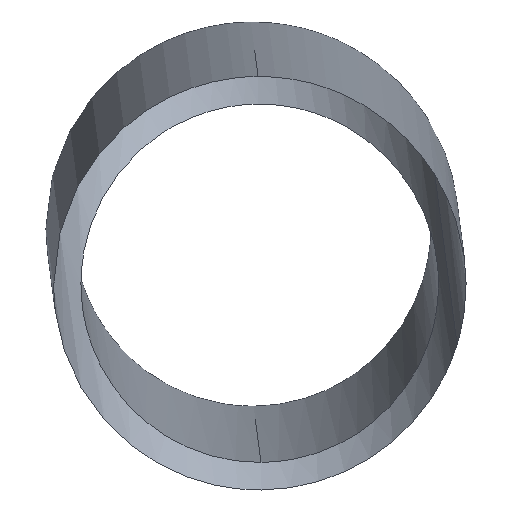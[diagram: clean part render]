
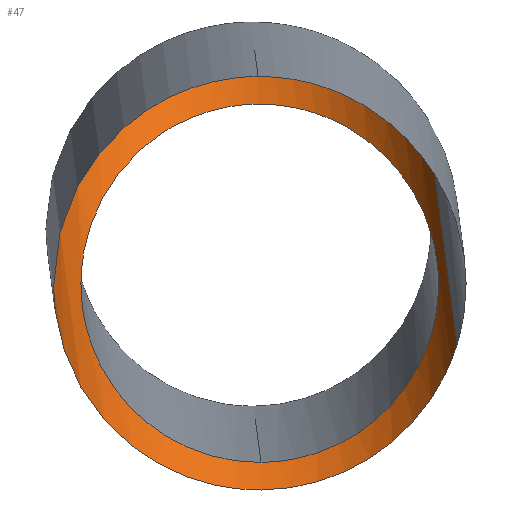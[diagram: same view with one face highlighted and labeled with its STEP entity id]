
A CAD part, front view. The second image highlights one B-rep face of the part: STEP entity #47.
In plain terms, the highlighted cylindrical face has radius 15 mm (diameter 30 mm), a partial arc.
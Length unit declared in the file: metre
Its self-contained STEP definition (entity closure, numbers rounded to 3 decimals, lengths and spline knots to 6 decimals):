
#47=ADVANCED_FACE('0:182',(#89,#90),#91,.F.);
#89=FACE_OUTER_BOUND('',#123,.T.);
#90=FACE_BOUND('',#124,.T.);
#91=CYLINDRICAL_SURFACE('',#125,0.015);
#123=EDGE_LOOP('',(#204,#205,#206,#207,#208,#209));
#124=EDGE_LOOP('',(#210,#211,#212));
#125=AXIS2_PLACEMENT_3D('',#213,#214,#215);
#204=ORIENTED_EDGE('',*,*,#218,.T.);
#205=ORIENTED_EDGE('',*,*,#236,.F.);
#206=ORIENTED_EDGE('',*,*,#249,.F.);
#207=ORIENTED_EDGE('',*,*,#248,.T.);
#208=ORIENTED_EDGE('',*,*,#247,.T.);
#209=ORIENTED_EDGE('',*,*,#237,.T.);
#210=ORIENTED_EDGE('',*,*,#225,.F.);
#211=ORIENTED_EDGE('',*,*,#224,.F.);
#212=ORIENTED_EDGE('',*,*,#251,.F.);
#213=CARTESIAN_POINT('',(-1.480264,-0.284689,0.50491));
#214=DIRECTION('',(0.125,-0.289,-0.949));
#215=DIRECTION('',(-0.918,-0.396,0.));
#218=EDGE_CURVE('',#255,#256,#257,.T.);
#224=EDGE_CURVE('',#264,#267,#268,.F.);
#225=EDGE_CURVE('0:224',#267,#269,#270,.F.);
#236=EDGE_CURVE('',#288,#256,#290,.T.);
#237=EDGE_CURVE('',#276,#255,#291,.T.);
#247=EDGE_CURVE('0:221',#304,#276,#305,.T.);
#248=EDGE_CURVE('0:206',#306,#304,#307,.T.);
#249=EDGE_CURVE('0:209',#306,#288,#308,.T.);
#251=EDGE_CURVE('',#269,#264,#310,.F.);
#255=VERTEX_POINT('',#314);
#256=VERTEX_POINT('',#315);
#257=LINE('',#316,#317);
#264=VERTEX_POINT('',#329);
#267=VERTEX_POINT('',#333);
#268=B_SPLINE_CURVE_WITH_KNOTS('',3,(#334,#335,#336,#337,#338,#339,#340,#341,#342,#343,#344,#345,#346),.UNSPECIFIED.,.F.,.F.,(4,2,2,2,2,1,4),(0.0,3.728803,7.457606,14.915213,22.372819,26.101623,29.711248),.UNSPECIFIED.);
#269=VERTEX_POINT('',#347);
#270=B_SPLINE_CURVE_WITH_KNOTS('',3,(#348,#349,#350,#351,#352,#353,#354,#355,#356,#357,#358,#359,#360,#361,#362,#363,#364),.UNSPECIFIED.,.F.,.F.,(4,2,2,2,2,1,2,2,4),(93.474418,93.611719,97.855577,102.099435,110.587152,114.831011,119.074869,123.318727,127.562586),.UNSPECIFIED.);
#276=VERTEX_POINT('',#402);
#288=VERTEX_POINT('',#446);
#290=ELLIPSE('',#449,0.025284,0.015);
#291=ELLIPSE('',#450,0.018633,0.015);
#304=VERTEX_POINT('',#532);
#305=ELLIPSE('',#533,0.018633,0.015);
#306=VERTEX_POINT('',#534);
#307=B_SPLINE_CURVE_WITH_KNOTS('',5,(#535,#536,#537,#538,#539,#540),.UNSPECIFIED.,.F.,.F.,(6,6),(0.0,4.761698),.UNSPECIFIED.);
#308=ELLIPSE('',#541,0.025284,0.015);
#310=B_SPLINE_CURVE_WITH_KNOTS('',5,(#543,#544,#545,#546,#547,#548,#549,#550,#551,#552,#553,#554,#555,#556,#557,#558,#559,#560,#561,#562,#563,#564,#565,#566,#567,#568,#569,#570,#571,#572,#573,#574,#575,#576,#577,#578,#579,#580,#581,#582,#583),.UNSPECIFIED.,.F.,.F.,(6,3,3,3,3,3,5,3,3,3,3,3,6),(29.711248,30.567034,35.601044,46.111789,52.604167,56.036836,59.660852,66.471195,78.26423,82.985328,88.830692,93.140769,93.474418),.UNSPECIFIED.);
#314=CARTESIAN_POINT('',(-1.462549,-0.287878,0.474917));
#315=CARTESIAN_POINT('',(-1.464172,-0.284119,0.48726));
#316=CARTESIAN_POINT('',(-1.463499,-0.285678,0.482141));
#317=VECTOR('',#586,1.0);
#329=CARTESIAN_POINT('',(-1.476808,-0.28079,0.466347));
#333=CARTESIAN_POINT('',(-1.463899,-0.284973,0.479411));
#334=CARTESIAN_POINT('',(-1.463899,-0.284973,0.479411));
#335=CARTESIAN_POINT('',(-1.463893,-0.285042,0.478582));
#336=CARTESIAN_POINT('',(-1.463968,-0.284974,0.477737));
#337=CARTESIAN_POINT('',(-1.464278,-0.284663,0.476094));
#338=CARTESIAN_POINT('',(-1.464511,-0.284425,0.475296));
#339=CARTESIAN_POINT('',(-1.465421,-0.28362,0.473006));
#340=CARTESIAN_POINT('',(-1.466312,-0.282968,0.471605));
#341=CARTESIAN_POINT('',(-1.468619,-0.281831,0.46918));
#342=CARTESIAN_POINT('',(-1.470045,-0.281338,0.468157));
#343=CARTESIAN_POINT('',(-1.472475,-0.280895,0.467091));
#344=CARTESIAN_POINT('',(-1.474162,-0.280701,0.466546));
#345=CARTESIAN_POINT('',(-1.475938,-0.280726,0.466353));
#346=CARTESIAN_POINT('',(-1.476808,-0.28079,0.466347));
#347=CARTESIAN_POINT('',(-1.477005,-0.272982,0.492403));
#348=CARTESIAN_POINT('',(-1.477005,-0.272982,0.492403));
#349=CARTESIAN_POINT('',(-1.476973,-0.272987,0.492404));
#350=CARTESIAN_POINT('',(-1.47694,-0.272992,0.492404));
#351=CARTESIAN_POINT('',(-1.475894,-0.273157,0.492402));
#352=CARTESIAN_POINT('',(-1.474907,-0.273456,0.49228));
#353=CARTESIAN_POINT('',(-1.473071,-0.274243,0.491851));
#354=CARTESIAN_POINT('',(-1.47222,-0.274728,0.491547));
#355=CARTESIAN_POINT('',(-1.46988,-0.27634,0.49045));
#356=CARTESIAN_POINT('',(-1.468601,-0.277613,0.489487));
#357=CARTESIAN_POINT('',(-1.467011,-0.279555,0.487824));
#358=CARTESIAN_POINT('',(-1.466061,-0.280864,0.486637));
#359=CARTESIAN_POINT('',(-1.465313,-0.282123,0.485281));
#360=CARTESIAN_POINT('',(-1.464672,-0.283285,0.483812));
#361=CARTESIAN_POINT('',(-1.464405,-0.283817,0.483018));
#362=CARTESIAN_POINT('',(-1.46402,-0.28463,0.481291));
#363=CARTESIAN_POINT('',(-1.463906,-0.284895,0.480354));
#364=CARTESIAN_POINT('',(-1.463899,-0.284973,0.479411));
#402=CARTESIAN_POINT('',(-1.476793,-0.281421,0.464342));
#446=CARTESIAN_POINT('',(-1.477021,-0.272411,0.494408));
#449=AXIS2_PLACEMENT_3D('',#606,#607,#608);
#450=AXIS2_PLACEMENT_3D('',#609,#610,#611);
#532=CARTESIAN_POINT('',(-1.491764,-0.2925,0.477306));
#533=AXIS2_PLACEMENT_3D('',#616,#617,#618);
#534=CARTESIAN_POINT('',(-1.491894,-0.290008,0.47917));
#535=CARTESIAN_POINT('',(-1.491894,-0.290008,0.47917));
#536=CARTESIAN_POINT('',(-1.49189,-0.290535,0.478773));
#537=CARTESIAN_POINT('',(-1.491872,-0.291063,0.478376));
#538=CARTESIAN_POINT('',(-1.491853,-0.291439,0.478095));
#539=CARTESIAN_POINT('',(-1.491816,-0.291969,0.4777));
#540=CARTESIAN_POINT('',(-1.491764,-0.2925,0.477306));
#541=AXIS2_PLACEMENT_3D('',#619,#620,#621);
#543=CARTESIAN_POINT('',(-1.476808,-0.28079,0.466347));
#544=CARTESIAN_POINT('',(-1.476932,-0.2808,0.466346));
#545=CARTESIAN_POINT('',(-1.477056,-0.28081,0.466346));
#546=CARTESIAN_POINT('',(-1.47718,-0.280821,0.466348));
#547=CARTESIAN_POINT('',(-1.47803,-0.280902,0.466372));
#548=CARTESIAN_POINT('',(-1.478873,-0.281023,0.466464));
#549=CARTESIAN_POINT('',(-1.479582,-0.281155,0.466593));
#550=CARTESIAN_POINT('',(-1.481719,-0.281636,0.467132));
#551=CARTESIAN_POINT('',(-1.483656,-0.282318,0.468087));
#552=CARTESIAN_POINT('',(-1.484839,-0.282835,0.468893));
#553=CARTESIAN_POINT('',(-1.486544,-0.28371,0.470416));
#554=CARTESIAN_POINT('',(-1.487879,-0.284457,0.472276));
#555=CARTESIAN_POINT('',(-1.488332,-0.284707,0.473033));
#556=CARTESIAN_POINT('',(-1.488931,-0.284985,0.474268));
#557=CARTESIAN_POINT('',(-1.489362,-0.285019,0.475572));
#558=CARTESIAN_POINT('',(-1.489489,-0.284996,0.476027));
#559=CARTESIAN_POINT('',(-1.489706,-0.284874,0.476965));
#560=CARTESIAN_POINT('',(-1.489833,-0.284605,0.477883));
#561=CARTESIAN_POINT('',(-1.489875,-0.284431,0.478344));
#562=CARTESIAN_POINT('',(-1.489896,-0.284229,0.478792));
#563=CARTESIAN_POINT('',(-1.4899,-0.284004,0.479228));
#564=CARTESIAN_POINT('',(-1.489906,-0.283582,0.480048));
#565=CARTESIAN_POINT('',(-1.489848,-0.283073,0.480835));
#566=CARTESIAN_POINT('',(-1.489737,-0.282515,0.481586));
#567=CARTESIAN_POINT('',(-1.489304,-0.280914,0.483568));
#568=CARTESIAN_POINT('',(-1.488523,-0.279189,0.485382));
#569=CARTESIAN_POINT('',(-1.487896,-0.278108,0.486484));
#570=CARTESIAN_POINT('',(-1.486802,-0.276637,0.487962));
#571=CARTESIAN_POINT('',(-1.485357,-0.275337,0.489291));
#572=CARTESIAN_POINT('',(-1.484914,-0.274983,0.489657));
#573=CARTESIAN_POINT('',(-1.483851,-0.274239,0.490438));
#574=CARTESIAN_POINT('',(-1.482627,-0.273634,0.491114));
#575=CARTESIAN_POINT('',(-1.481898,-0.273352,0.491448));
#576=CARTESIAN_POINT('',(-1.480553,-0.272982,0.491937));
#577=CARTESIAN_POINT('',(-1.479112,-0.272847,0.49224));
#578=CARTESIAN_POINT('',(-1.47849,-0.272835,0.492332));
#579=CARTESIAN_POINT('',(-1.477817,-0.272873,0.492388));
#580=CARTESIAN_POINT('',(-1.477149,-0.272961,0.492402));
#581=CARTESIAN_POINT('',(-1.477101,-0.272968,0.492403));
#582=CARTESIAN_POINT('',(-1.477053,-0.272975,0.492403));
#583=CARTESIAN_POINT('',(-1.477005,-0.272982,0.492403));
#586=DIRECTION('',(-0.125,0.289,0.949));
#606=CARTESIAN_POINT('',(-1.476892,-0.2925,0.479261));
#607=DIRECTION('',(0.104,0.599,-0.794));
#608=DIRECTION('',(-0.078,0.801,0.594));
#609=CARTESIAN_POINT('',(-1.476892,-0.2925,0.479261));
#610=DIRECTION('',(0.078,-0.801,-0.594));
#611=DIRECTION('',(0.104,0.599,-0.794));
#616=CARTESIAN_POINT('',(-1.476892,-0.2925,0.479261));
#617=DIRECTION('',(0.078,-0.801,-0.594));
#618=DIRECTION('',(0.104,0.599,-0.794));
#619=CARTESIAN_POINT('',(-1.476892,-0.2925,0.479261));
#620=DIRECTION('',(0.104,0.599,-0.794));
#621=DIRECTION('',(-0.078,0.801,0.594));
